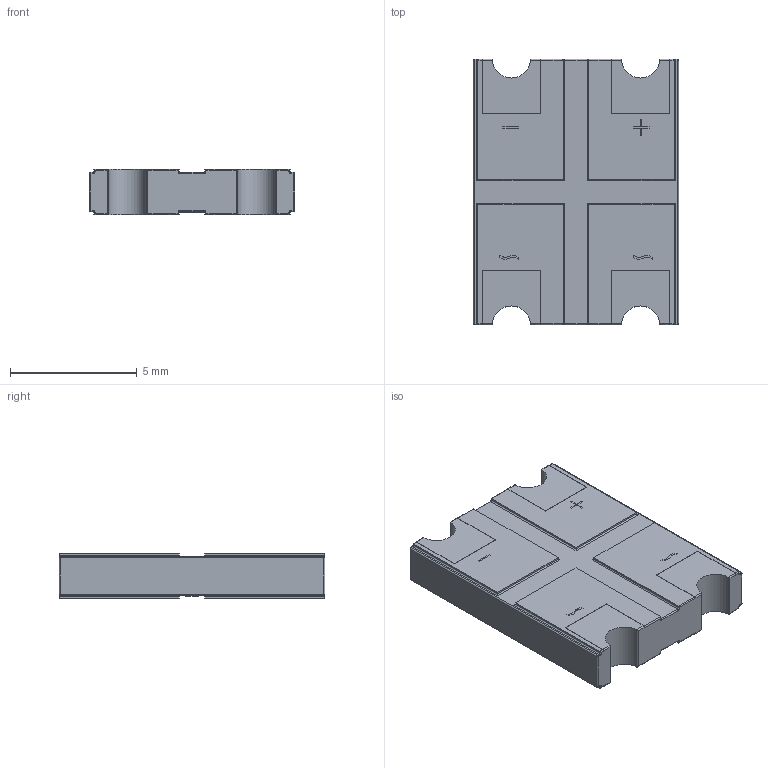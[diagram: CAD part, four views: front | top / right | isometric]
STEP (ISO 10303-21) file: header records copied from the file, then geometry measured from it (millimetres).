
FILE_DESCRIPTION (( 'STEP AP214' ), '1' );
FILE_NAME ('DIO-BG-SMD_4P-L10.5-W8.1-H1.8-LCD-DF410S.step', '2022-07-04T09:48:04', ( '' ), ( '' ), 'SwSTEP 2.0', 'SolidWorks 2020', '' );
FILE_SCHEMA (( 'AUTOMOTIVE_DESIGN' ));
Length unit declared in the file: millimetre
Products named in the file (1): DIO-BG-SMD_4P-L10.5-W8.1-H1.8-LCD-DF410S
Bounding box: 8.1 x 10.5 x 1.8 mm (x, y, z)
Volume: 140.7 mm3; surface area: 238.9 mm2
Topology: 1 solids, 1 shells, 451 faces, 1195 edges, 762 vertices
Faces by surface type: plane 209, cylinder 120, bspline 98, torus 16, sphere 8
Entity records: 18937 total; most frequent: CARTESIAN_POINT 4147, ORIENTED_EDGE 2374, DIRECTION 1683, EDGE_CURVE 1187, LINE 783, VECTOR 783, VERTEX_POINT 762, EDGE_LOOP 475
